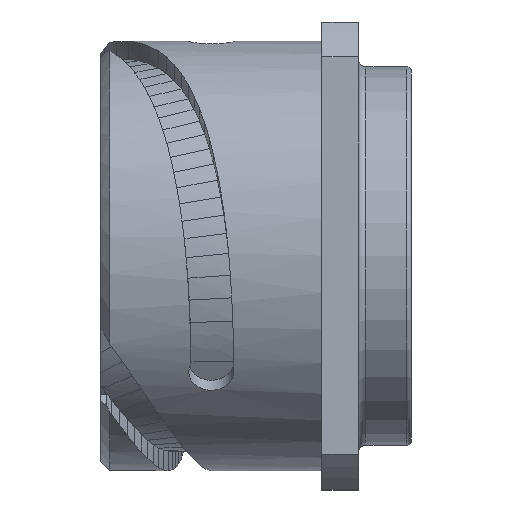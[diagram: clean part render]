
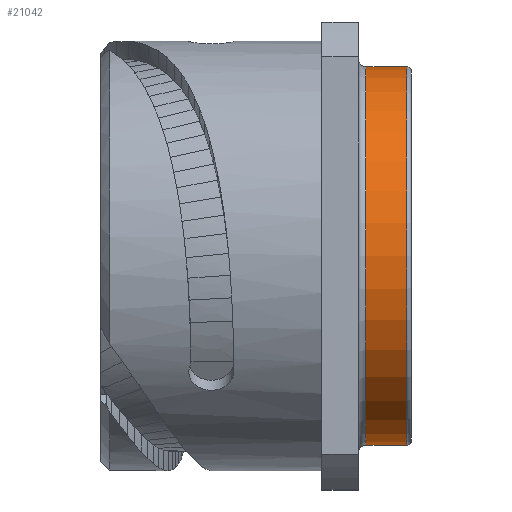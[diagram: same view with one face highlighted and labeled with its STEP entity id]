
A CAD part, top view. The second image highlights one B-rep face of the part: STEP entity #21042.
In plain terms, the highlighted cylindrical face has radius 20.56 mm (diameter 41.12 mm), a partial arc.
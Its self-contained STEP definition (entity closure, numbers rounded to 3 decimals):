
#5409=CARTESIAN_POINT('',(33.29,0.,0.));
#5410=DIRECTION('',(-1.,0.,0.));
#5411=DIRECTION('',(0.,-1.,0.));
#5412=AXIS2_PLACEMENT_3D('',#5409,#5410,#5411);
#5414=CARTESIAN_POINT('',(28.84,0.,0.));
#5415=DIRECTION('',(1.,0.,0.));
#5416=DIRECTION('',(0.,1.,0.));
#5417=AXIS2_PLACEMENT_3D('',#5414,#5415,#5416);
#5434=DIRECTION('',(-1.,0.,0.));
#5435=VECTOR('',#5434,4.45);
#5436=CARTESIAN_POINT('',(33.29,20.56,0.));
#5437=LINE('1578',#5436,#5435);
#5443=DIRECTION('',(-1.,0.,0.));
#5444=VECTOR('',#5443,4.45);
#5445=CARTESIAN_POINT('',(33.29,-20.56,0.));
#5446=LINE('1579',#5445,#5444);
#8900=CARTESIAN_POINT('',(28.84,-20.56,0.));
#8901=CARTESIAN_POINT('',(28.84,20.56,0.));
#8902=VERTEX_POINT('',#8900);
#8903=VERTEX_POINT('',#8901);
#8904=CARTESIAN_POINT('',(33.29,20.56,0.));
#8905=CARTESIAN_POINT('',(33.29,-20.56,0.));
#8906=VERTEX_POINT('',#8904);
#8907=VERTEX_POINT('',#8905);
#21028=CARTESIAN_POINT('',(-1.69,0.,0.));
#21029=DIRECTION('',(1.,0.,0.));
#21030=DIRECTION('',(0.,-1.,0.));
#21031=AXIS2_PLACEMENT_3D('',#21028,#21029,#21030);
#21032=CYLINDRICAL_SURFACE('247',#21031,20.56);
#21034=ORIENTED_EDGE('1576',*,*,#21033,.F.);
#21036=ORIENTED_EDGE('1579',*,*,#21035,.T.);
#21037=ORIENTED_EDGE('1571',*,*,#21015,.F.);
#21039=ORIENTED_EDGE('1578',*,*,#21038,.F.);
#21040=EDGE_LOOP('247',(#21034,#21036,#21037,#21039));
#21041=FACE_OUTER_BOUND('247',#21040,.F.);
#5413=CIRCLE('1576',#5412,20.56);
#5418=CIRCLE('1571',#5417,20.56);
#21015=EDGE_CURVE('1571',#8903,#8902,#5418,.T.);
#21033=EDGE_CURVE('1576',#8907,#8906,#5413,.T.);
#21035=EDGE_CURVE('1579',#8907,#8902,#5446,.T.);
#21038=EDGE_CURVE('1578',#8906,#8903,#5437,.T.);
#21042=ADVANCED_FACE('247',(#21041),#21032,.T.);
